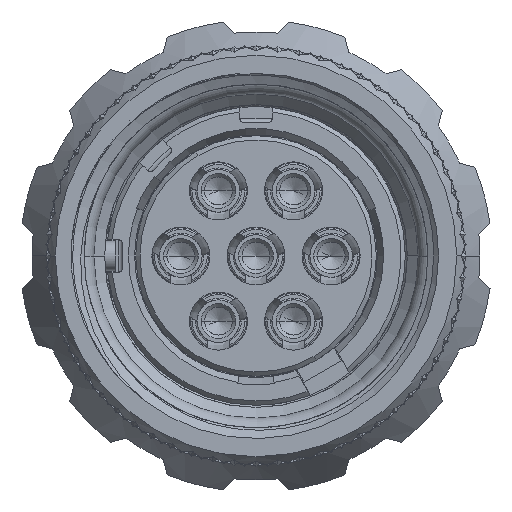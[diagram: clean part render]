
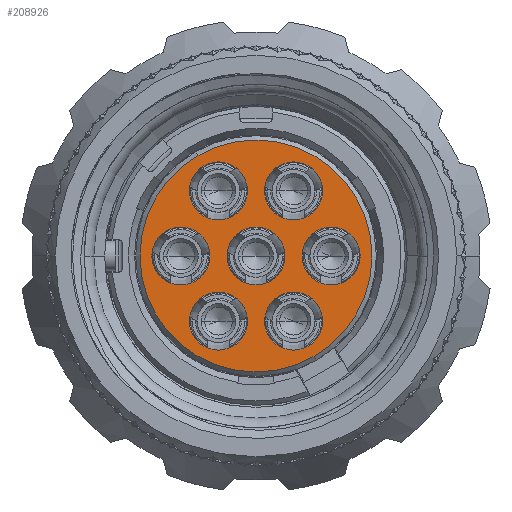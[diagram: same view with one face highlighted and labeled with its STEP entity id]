
A CAD part, left-side view. The second image highlights one B-rep face of the part: STEP entity #208926.
In plain terms, the highlighted planar face has unit normal (-1, 0, 0).
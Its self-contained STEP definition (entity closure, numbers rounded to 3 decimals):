
#53806=CARTESIAN_POINT('',(6.1,0.,0.));
#53807=DIRECTION('',(1.,0.,0.));
#53808=DIRECTION('',(0.,0.5,0.866));
#53809=AXIS2_PLACEMENT_3D('',#53806,#53807,#53808);
#53811=CARTESIAN_POINT('',(6.1,0.,0.));
#53812=DIRECTION('',(1.,0.,0.));
#53813=DIRECTION('',(0.,-0.866,0.5));
#53814=AXIS2_PLACEMENT_3D('',#53811,#53812,#53813);
#53816=CARTESIAN_POINT('',(6.1,0.,0.));
#53817=DIRECTION('',(1.,0.,0.));
#53818=DIRECTION('',(0.,-0.5,-0.866));
#53819=AXIS2_PLACEMENT_3D('',#53816,#53817,#53818);
#53821=CARTESIAN_POINT('',(6.1,0.,0.));
#53822=DIRECTION('',(1.,0.,0.));
#53823=DIRECTION('',(0.,0.866,-0.5));
#53824=AXIS2_PLACEMENT_3D('',#53821,#53822,#53823);
#53826=CARTESIAN_POINT('',(6.1,3.499,0.));
#53827=DIRECTION('',(-1.,0.,0.));
#53828=DIRECTION('',(0.,-0.5,-0.866));
#53829=AXIS2_PLACEMENT_3D('',#53826,#53827,#53828);
#53831=CARTESIAN_POINT('',(6.1,3.499,0.));
#53832=DIRECTION('',(-1.,0.,0.));
#53833=DIRECTION('',(0.,0.5,0.866));
#53834=AXIS2_PLACEMENT_3D('',#53831,#53832,#53833);
#53836=CARTESIAN_POINT('',(6.1,-1.749,3.031));
#53837=DIRECTION('',(-1.,0.,0.));
#53838=DIRECTION('',(0.,-0.5,-0.866));
#53839=AXIS2_PLACEMENT_3D('',#53836,#53837,#53838);
#53841=CARTESIAN_POINT('',(6.1,-1.749,3.031));
#53842=DIRECTION('',(-1.,0.,0.));
#53843=DIRECTION('',(0.,0.5,0.866));
#53844=AXIS2_PLACEMENT_3D('',#53841,#53842,#53843);
#53846=CARTESIAN_POINT('',(6.1,1.749,-3.031));
#53847=DIRECTION('',(-1.,0.,0.));
#53848=DIRECTION('',(0.,-0.5,-0.866));
#53849=AXIS2_PLACEMENT_3D('',#53846,#53847,#53848);
#53851=CARTESIAN_POINT('',(6.1,1.749,-3.031));
#53852=DIRECTION('',(-1.,0.,0.));
#53853=DIRECTION('',(0.,0.5,0.866));
#53854=AXIS2_PLACEMENT_3D('',#53851,#53852,#53853);
#53856=CARTESIAN_POINT('',(6.1,-3.499,0.));
#53857=DIRECTION('',(-1.,0.,0.));
#53858=DIRECTION('',(0.,-0.5,-0.866));
#53859=AXIS2_PLACEMENT_3D('',#53856,#53857,#53858);
#53861=CARTESIAN_POINT('',(6.1,-3.499,0.));
#53862=DIRECTION('',(-1.,0.,0.));
#53863=DIRECTION('',(0.,0.5,0.866));
#53864=AXIS2_PLACEMENT_3D('',#53861,#53862,#53863);
#53866=CARTESIAN_POINT('',(6.1,-1.75,-3.031));
#53867=DIRECTION('',(-1.,0.,0.));
#53868=DIRECTION('',(0.,-0.5,-0.866));
#53869=AXIS2_PLACEMENT_3D('',#53866,#53867,#53868);
#53871=CARTESIAN_POINT('',(6.1,-1.75,-3.031));
#53872=DIRECTION('',(-1.,0.,0.));
#53873=DIRECTION('',(0.,0.5,0.866));
#53874=AXIS2_PLACEMENT_3D('',#53871,#53872,#53873);
#53876=CARTESIAN_POINT('',(6.1,0.,0.));
#53877=DIRECTION('',(-1.,0.,0.));
#53878=DIRECTION('',(0.,-0.5,-0.866));
#53879=AXIS2_PLACEMENT_3D('',#53876,#53877,#53878);
#53881=CARTESIAN_POINT('',(6.1,0.,0.));
#53882=DIRECTION('',(-1.,0.,0.));
#53883=DIRECTION('',(0.,0.5,0.866));
#53884=AXIS2_PLACEMENT_3D('',#53881,#53882,#53883);
#53886=CARTESIAN_POINT('',(6.1,1.75,3.031));
#53887=DIRECTION('',(-1.,0.,0.));
#53888=DIRECTION('',(0.,-0.5,-0.866));
#53889=AXIS2_PLACEMENT_3D('',#53886,#53887,#53888);
#53891=CARTESIAN_POINT('',(6.1,1.75,3.031));
#53892=DIRECTION('',(-1.,0.,0.));
#53893=DIRECTION('',(0.,0.5,0.866));
#53894=AXIS2_PLACEMENT_3D('',#53891,#53892,#53893);
#65539=CARTESIAN_POINT('',(6.1,-2.701,
-4.676));
#65540=VERTEX_POINT('',#65539);
#65541=CARTESIAN_POINT('',(6.1,-4.676,
2.701));
#65542=VERTEX_POINT('',#65541);
#65543=CARTESIAN_POINT('',(6.1,2.701,4.676));
#65544=VERTEX_POINT('',#65543);
#65545=CARTESIAN_POINT('',(6.1,4.676,
-2.701));
#65546=VERTEX_POINT('',#65545);
#65547=CARTESIAN_POINT('',(6.1,2.824,-1.169));
#65548=CARTESIAN_POINT('',(6.1,4.174,1.169));
#65549=VERTEX_POINT('',#65547);
#65550=VERTEX_POINT('',#65548);
#65551=CARTESIAN_POINT('',(6.1,-2.424,1.862));
#65552=CARTESIAN_POINT('',(6.1,-1.073,4.2));
#65553=VERTEX_POINT('',#65551);
#65554=VERTEX_POINT('',#65552);
#65555=CARTESIAN_POINT('',(6.1,1.073,-4.2));
#65556=CARTESIAN_POINT('',(6.1,2.424,-1.862));
#65557=VERTEX_POINT('',#65555);
#65558=VERTEX_POINT('',#65556);
#65559=CARTESIAN_POINT('',(6.1,-4.174,-1.169));
#65560=CARTESIAN_POINT('',(6.1,-2.824,1.169));
#65561=VERTEX_POINT('',#65559);
#65562=VERTEX_POINT('',#65560);
#65563=CARTESIAN_POINT('',(6.1,-2.426,-4.2));
#65564=CARTESIAN_POINT('',(6.1,-1.075,-1.862));
#65565=VERTEX_POINT('',#65563);
#65566=VERTEX_POINT('',#65564);
#65567=CARTESIAN_POINT('',(6.1,-0.675,-1.169));
#65568=CARTESIAN_POINT('',(6.1,0.675,1.169));
#65569=VERTEX_POINT('',#65567);
#65570=VERTEX_POINT('',#65568);
#65571=CARTESIAN_POINT('',(6.1,1.075,1.862));
#65572=CARTESIAN_POINT('',(6.1,2.426,4.2));
#65573=VERTEX_POINT('',#65571);
#65574=VERTEX_POINT('',#65572);
#208873=CARTESIAN_POINT('',(6.1,0.,0.));
#208874=DIRECTION('',(1.,0.,0.));
#208875=DIRECTION('',(0.,-0.5,-0.866));
#208876=AXIS2_PLACEMENT_3D('',#208873,#208874,#208875);
#208877=PLANE('51404',#208876);
#208878=ORIENTED_EDGE('44382',*,*,#208836,.T.);
#208879=ORIENTED_EDGE('44381',*,*,#208834,.T.);
#208880=ORIENTED_EDGE('44385',*,*,#208860,.T.);
#208881=ORIENTED_EDGE('44384',*,*,#208858,.T.);
#208882=EDGE_LOOP('51404',(#208878,#208879,#208880,#208881));
#208883=FACE_OUTER_BOUND('51404',#208882,.F.);
#208885=ORIENTED_EDGE('44386',*,*,#208884,.T.);
#208887=ORIENTED_EDGE('44387',*,*,#208886,.T.);
#208888=EDGE_LOOP('51404',(#208885,#208887));
#208889=FACE_BOUND('51404',#208888,.F.);
#208891=ORIENTED_EDGE('44388',*,*,#208890,.T.);
#208893=ORIENTED_EDGE('44389',*,*,#208892,.T.);
#208894=EDGE_LOOP('51404',(#208891,#208893));
#208895=FACE_BOUND('51404',#208894,.F.);
#208897=ORIENTED_EDGE('44390',*,*,#208896,.T.);
#208899=ORIENTED_EDGE('44391',*,*,#208898,.T.);
#208900=EDGE_LOOP('51404',(#208897,#208899));
#208901=FACE_BOUND('51404',#208900,.F.);
#208903=ORIENTED_EDGE('44392',*,*,#208902,.T.);
#208905=ORIENTED_EDGE('44393',*,*,#208904,.T.);
#208906=EDGE_LOOP('51404',(#208903,#208905));
#208907=FACE_BOUND('51404',#208906,.F.);
#208909=ORIENTED_EDGE('44394',*,*,#208908,.T.);
#208911=ORIENTED_EDGE('44395',*,*,#208910,.T.);
#208912=EDGE_LOOP('51404',(#208909,#208911));
#208913=FACE_BOUND('51404',#208912,.F.);
#208915=ORIENTED_EDGE('44396',*,*,#208914,.T.);
#208917=ORIENTED_EDGE('44397',*,*,#208916,.T.);
#208918=EDGE_LOOP('51404',(#208915,#208917));
#208919=FACE_BOUND('51404',#208918,.F.);
#208921=ORIENTED_EDGE('44398',*,*,#208920,.T.);
#208923=ORIENTED_EDGE('44399',*,*,#208922,.T.);
#208924=EDGE_LOOP('51404',(#208921,#208923));
#208925=FACE_BOUND('51404',#208924,.F.);
#53810=CIRCLE('44382',#53809,5.4);
#53815=CIRCLE('44381',#53814,5.4);
#53820=CIRCLE('44385',#53819,5.4);
#53825=CIRCLE('44384',#53824,5.4);
#53830=CIRCLE('44386',#53829,1.35);
#53835=CIRCLE('44387',#53834,1.35);
#53840=CIRCLE('44388',#53839,1.35);
#53845=CIRCLE('44389',#53844,1.35);
#53850=CIRCLE('44390',#53849,1.35);
#53855=CIRCLE('44391',#53854,1.35);
#53860=CIRCLE('44392',#53859,1.35);
#53865=CIRCLE('44393',#53864,1.35);
#53870=CIRCLE('44394',#53869,1.35);
#53875=CIRCLE('44395',#53874,1.35);
#53880=CIRCLE('44396',#53879,1.35);
#53885=CIRCLE('44397',#53884,1.35);
#53890=CIRCLE('44398',#53889,1.35);
#53895=CIRCLE('44399',#53894,1.35);
#208834=EDGE_CURVE('44381',#65542,#65540,#53815,.T.);
#208836=EDGE_CURVE('44382',#65544,#65542,#53810,.T.);
#208858=EDGE_CURVE('44384',#65546,#65544,#53825,.T.);
#208860=EDGE_CURVE('44385',#65540,#65546,#53820,.T.);
#208884=EDGE_CURVE('44386',#65549,#65550,#53830,.T.);
#208886=EDGE_CURVE('44387',#65550,#65549,#53835,.T.);
#208890=EDGE_CURVE('44388',#65553,#65554,#53840,.T.);
#208892=EDGE_CURVE('44389',#65554,#65553,#53845,.T.);
#208896=EDGE_CURVE('44390',#65557,#65558,#53850,.T.);
#208898=EDGE_CURVE('44391',#65558,#65557,#53855,.T.);
#208902=EDGE_CURVE('44392',#65561,#65562,#53860,.T.);
#208904=EDGE_CURVE('44393',#65562,#65561,#53865,.T.);
#208908=EDGE_CURVE('44394',#65565,#65566,#53870,.T.);
#208910=EDGE_CURVE('44395',#65566,#65565,#53875,.T.);
#208914=EDGE_CURVE('44396',#65569,#65570,#53880,.T.);
#208916=EDGE_CURVE('44397',#65570,#65569,#53885,.T.);
#208920=EDGE_CURVE('44398',#65573,#65574,#53890,.T.);
#208922=EDGE_CURVE('44399',#65574,#65573,#53895,.T.);
#208926=ADVANCED_FACE('51404',(#208883,#208889,#208895,#208901,#208907,#208913,
#208919,#208925),#208877,.F.);
